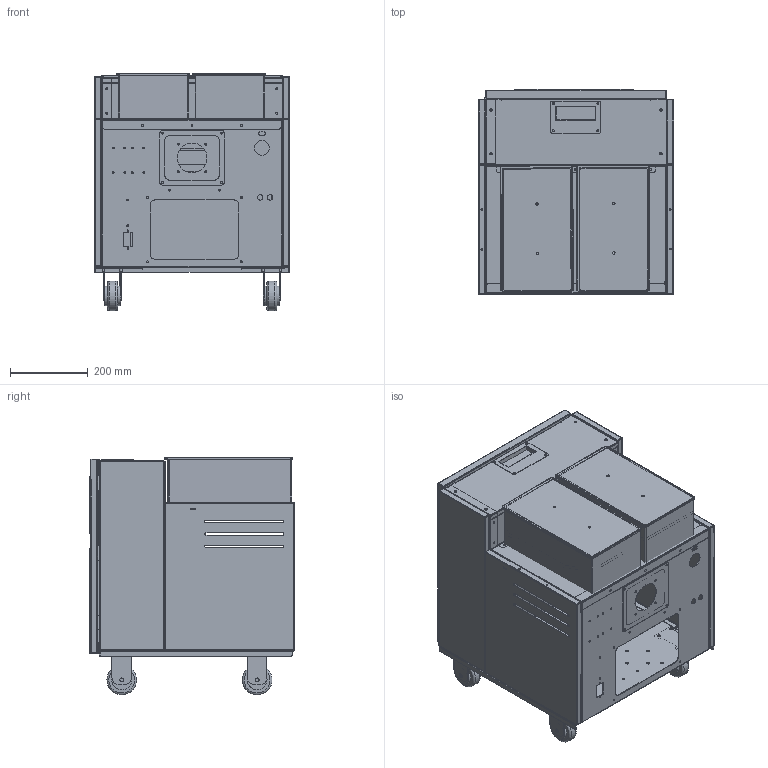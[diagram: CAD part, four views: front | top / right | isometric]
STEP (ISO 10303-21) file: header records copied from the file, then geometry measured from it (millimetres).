
FILE_DESCRIPTION(/* description */ ('Alibre Inc.'),/* implementation_level */ '2;1');
FILE_NAME(/* name */ 'export0',/* time_stamp */ '2022-05-17T13:54:43-07:00',/* author */ (''),/* organization */ (''),/* preprocessor_version */ 'ST-DEVELOPER v14',/* originating_system */ 'Alibre',/* authorisation */ '');
FILE_SCHEMA (('CONFIG_CONTROL_DESIGN'));
Length unit declared in the file: centimetre
Products named in the file (28): ID_1; ID_2; ID_3; ID_4; ID_5; ID_6; ID_7; ID_8; ID_9; ID_10; ID_11; ID_12; ID_13; ID_14; ID_15; ID_16; ID_17; ID_18; ID_19; ID_20; ID_21; ID_22; ID_23
Bounding box: 501.54 x 527.66 x 610.82 mm (x, y, z)
Volume: 4909548.5 mm3; surface area: 5003963.9 mm2
Topology: 60 solids, 60 shells, 1567 faces, 3883 edges, 2476 vertices
Faces by surface type: plane 795, cylinder 680, sphere 38, bspline 32, torus 14, cone 8
Full cylindrical faces by diameter (mm): 2.5 x12, 3.5 x2, 3.556 x2, 4.491 x1, 4.496 x47, 4.5 x5, 4.572 x4, 5 x3, 5.08 x25, 5.334 x8, 5.5 x2, 5.588 x7, 5.715 x14, 5.994 x12, 6 x29, 6.35 x28, 7.62 x37, 10 x24, 12 x2, 13.97 x2, 19.05 x1, 25.4 x2, 38.1 x1, 39.37 x2, 44.45 x2, 50.8 x10, 76.2 x5
Entity records: 35989 total; most frequent: CARTESIAN_POINT 6178, DIRECTION 5145, ORIENTED_EDGE 5082, EDGE_CURVE 2541, AXIS2_PLACEMENT_3D 2085, VERTEX_POINT 1751, EDGE_LOOP 1694, FACE_BOUND 1694
